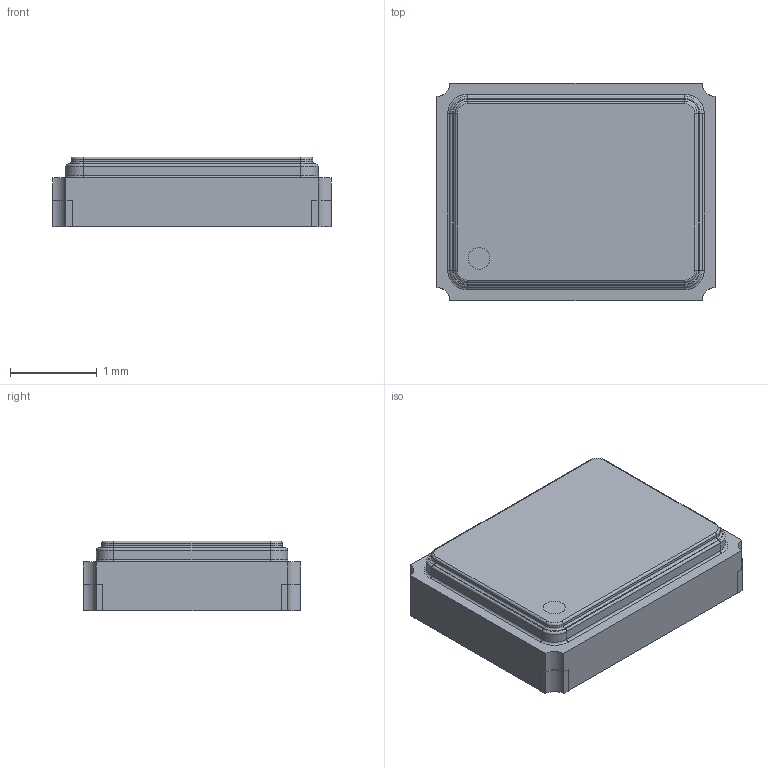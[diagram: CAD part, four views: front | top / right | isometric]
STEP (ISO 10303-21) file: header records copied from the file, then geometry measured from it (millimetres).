
FILE_DESCRIPTION (( 'STEP AP214' ), '1' );
FILE_NAME ('ECS-160-8-33B2-CTN-TR3.STEP', '2025-01-17T15:01:46', ( '' ), ( '' ), 'SwSTEP 2.0', 'SolidWorks 2020', '' );
FILE_SCHEMA (( 'AUTOMOTIVE_DESIGN' ));
Length unit declared in the file: millimetre
Products named in the file (1): ECS-500-18-33B2-CKM-TR3
Bounding box: 3.2 x 2.5 x 0.81 mm (x, y, z)
Volume: 5.9 mm3; surface area: 49.4 mm2
Topology: 4 solids, 4 shells, 116 faces, 287 edges, 180 vertices
Faces by surface type: plane 54, cylinder 46, torus 16
Entity records: 3956 total; most frequent: DIRECTION 635, CARTESIAN_POINT 584, ORIENTED_EDGE 574, EDGE_CURVE 287, AXIS2_PLACEMENT_3D 231, VERTEX_POINT 180, VECTOR 173, LINE 173
